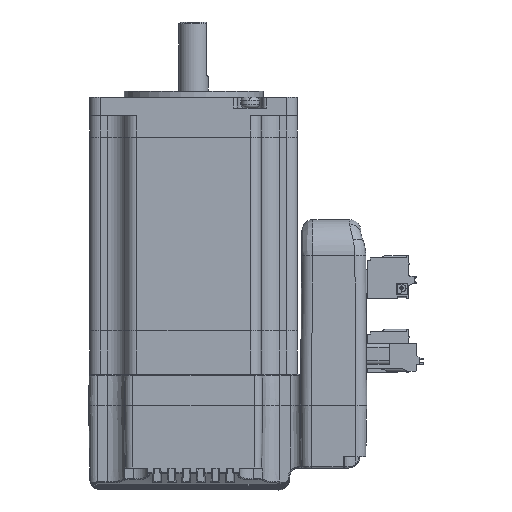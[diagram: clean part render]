
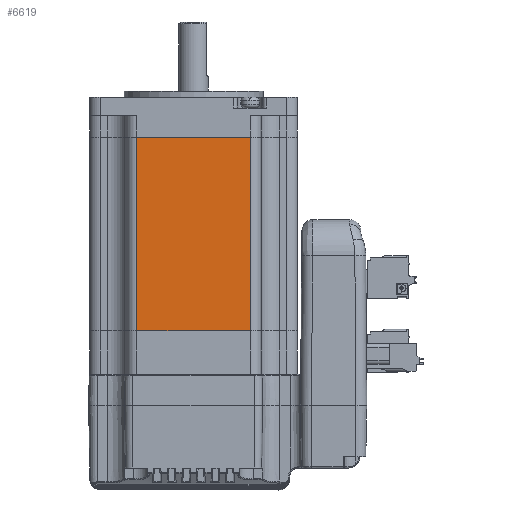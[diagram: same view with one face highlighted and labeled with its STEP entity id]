
A CAD part, left-side view. The second image highlights one B-rep face of the part: STEP entity #6619.
In plain terms, the highlighted planar face has unit normal (-1, 0, 0).
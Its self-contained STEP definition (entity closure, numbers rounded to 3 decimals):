
#2650=PLANE('',#81133);
#6619=ADVANCED_FACE('',(#12036),#2650,.T.);
#12036=FACE_OUTER_BOUND('',#16387,.T.);
#16387=EDGE_LOOP('',(#44102,#44103,#44104,#44105));
#22067=LINE('',#125892,#30011);
#22100=LINE('',#125992,#30044);
#22101=LINE('',#125994,#30045);
#22102=LINE('',#125996,#30046);
#30011=VECTOR('',#92963,1.);
#30044=VECTOR('',#93064,1.);
#30045=VECTOR('',#93067,1.);
#30046=VECTOR('',#93068,1.);
#44102=ORIENTED_EDGE('',*,*,#69559,.T.);
#44103=ORIENTED_EDGE('',*,*,#69558,.F.);
#44104=ORIENTED_EDGE('',*,*,#69508,.F.);
#44105=ORIENTED_EDGE('',*,*,#69560,.T.);
#60539=VERTEX_POINT('',#125891);
#60540=VERTEX_POINT('',#125893);
#60572=VERTEX_POINT('',#125991);
#60573=VERTEX_POINT('',#125995);
#69508=EDGE_CURVE('',#60539,#60540,#22067,.T.);
#69558=EDGE_CURVE('',#60540,#60572,#22100,.T.);
#69559=EDGE_CURVE('',#60573,#60572,#22101,.T.);
#69560=EDGE_CURVE('',#60539,#60573,#22102,.T.);
#81133=AXIS2_PLACEMENT_3D('',#125997,#93069,#93070);
#92963=DIRECTION('',(0.,-1.,0.));
#93064=DIRECTION('',(0.,0.,-1.));
#93067=DIRECTION('',(0.,-1.,0.));
#93068=DIRECTION('',(0.,0.,-1.));
#93069=DIRECTION('',(-1.,0.,0.));
#93070=DIRECTION('',(0.,0.,1.));
#125891=CARTESIAN_POINT('',(-28.5,15.5,-12.6));
#125892=CARTESIAN_POINT('',(-28.5,-62.841,-12.6));
#125893=CARTESIAN_POINT('',(-28.5,-15.5,-12.6));
#125991=CARTESIAN_POINT('',(-28.5,-15.5,-65.6));
#125992=CARTESIAN_POINT('',(-28.5,-15.5,-12.6));
#125994=CARTESIAN_POINT('',(-28.5,-62.841,-65.6));
#125995=CARTESIAN_POINT('',(-28.5,15.5,-65.6));
#125996=CARTESIAN_POINT('',(-28.5,15.5,-12.6));
#125997=CARTESIAN_POINT('',(-28.5,-62.841,-12.6));
